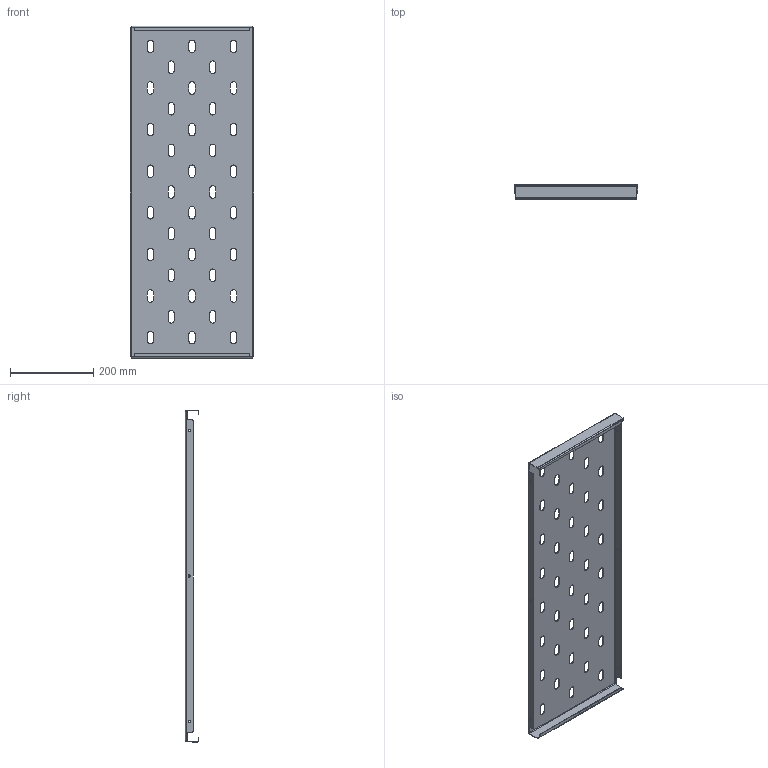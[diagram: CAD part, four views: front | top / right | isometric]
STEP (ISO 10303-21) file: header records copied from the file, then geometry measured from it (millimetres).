
FILE_DESCRIPTION (( 'STEP AP214' ), '1' );
FILE_NAME ('945.149.STEP', '2024-10-04T06:54:38', ( '' ), ( '' ), 'SwSTEP 2.0', 'SolidWorks 2021', '' );
FILE_SCHEMA (( 'AUTOMOTIVE_DESIGN' ));
Length unit declared in the file: millimetre
Products named in the file (1): 945.149
Bounding box: 298 x 33 x 798 mm (x, y, z)
Volume: 406397.7 mm3; surface area: 550005.9 mm2
Topology: 1 solids, 1 shells, 288 faces, 818 edges, 532 vertices
Faces by surface type: cylinder 162, plane 126
Entity records: 9668 total; most frequent: DIRECTION 1712, CARTESIAN_POINT 1687, ORIENTED_EDGE 1636, EDGE_CURVE 818, AXIS2_PLACEMENT_3D 613, VERTEX_POINT 532, VECTOR 486, LINE 486
